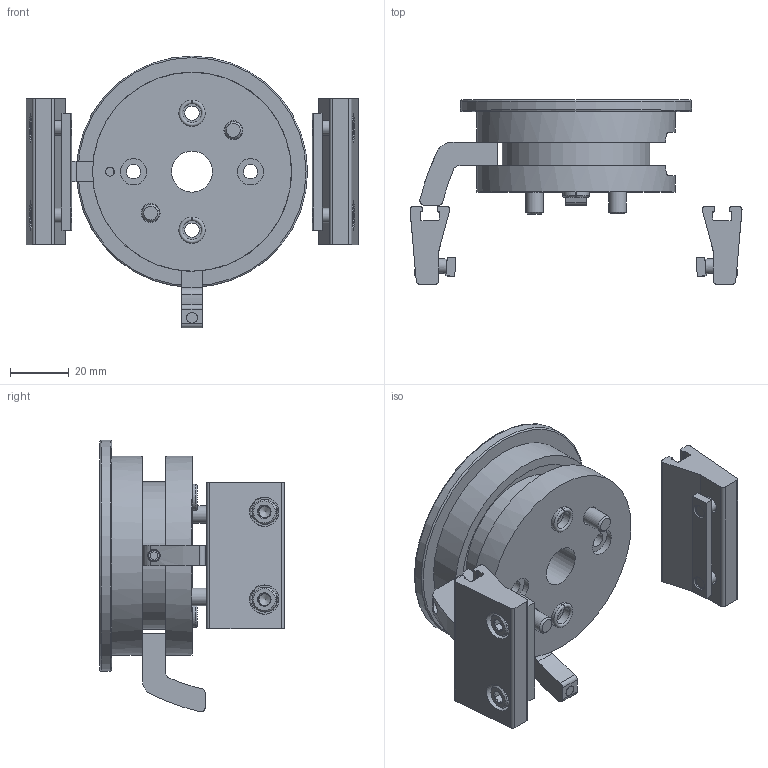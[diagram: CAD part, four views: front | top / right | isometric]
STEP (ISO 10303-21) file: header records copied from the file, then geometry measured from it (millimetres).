
FILE_DESCRIPTION(/* description */ ('STEP AP214'),/* implementation_level */ '2;1');
FILE_NAME(/* name */ '1632097_DASI-Q11-32-A-KT',/* time_stamp */ '2024-08-14T17:47:51+02:00',/* author */ ('License CC BY-ND 4.0'),/* organization */ ('CADENAS'),/* preprocessor_version */ 'ST-DEVELOPER v19.3',/* originating_system */ 'PARTsolutions',/* authorisation */ ' ');
FILE_SCHEMA (('AUTOMOTIVE_DESIGN {1 0 10303 214 3 1 1}'));
Length unit declared in the file: millimetre
Products named in the file (8): 1632097 DASI-Q11-32-A-KT---(0); 1593980 DRRD-32_p; DIN-912 - M6x30(F); 8137184 ZBH-9-B; 1631824 DASI-Q11-32-A-SL; 1631997 DASI-Q11-32-A-SR_p; DIN-912 - M5x8(F); 187388 ZVB-8-24---(Nutenstein)
Assembly tree (15 placements, depth 2):
  1632097 DASI-Q11-32-A-KT---(0)
    1593980 DRRD-32_p
    DIN-912 - M6x30(F)  x2
    8137184 ZBH-9-B  x2
    1631824 DASI-Q11-32-A-SL  x2
    1631997 DASI-Q11-32-A-SR_p  x2
    DIN-912 - M5x8(F)  x4
    187388 ZVB-8-24---(Nutenstein)  x2
Bounding box: 113.5 x 63 x 92.88 mm (x, y, z)
Volume: 118318 mm3; surface area: 44348 mm2
Topology: 15 solids, 15 shells, 388 faces, 839 edges, 510 vertices
Faces by surface type: plane 201, cylinder 99, cone 82, torus 6
Full cylindrical faces by diameter (mm): 3 x2, 3.7 x2, 4.134 x4, 4.2 x2, 4.917 x4, 5 x6, 6 x6, 6.5 x2, 8.5 x4, 9 x8, 10 x6, 11 x2, 14 x1, 50.5 x1, 68 x2, 79 x1
Entity records: 5536 total; most frequent: CARTESIAN_POINT 947, DIRECTION 914, ORIENTED_EDGE 718, AXIS2_PLACEMENT_3D 371, EDGE_CURVE 359, FACE_BOUND 300, EDGE_LOOP 298, VERTEX_POINT 259
